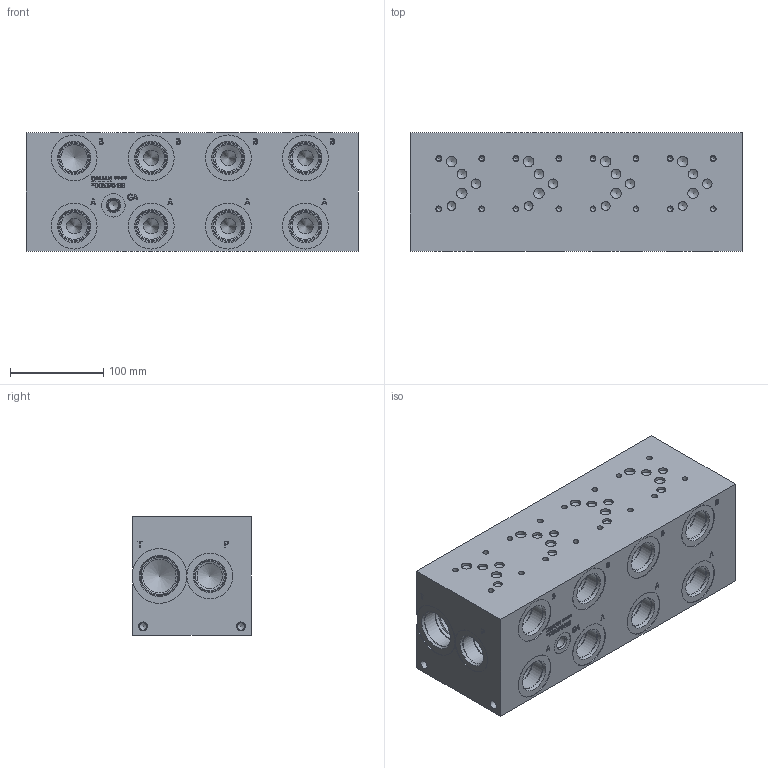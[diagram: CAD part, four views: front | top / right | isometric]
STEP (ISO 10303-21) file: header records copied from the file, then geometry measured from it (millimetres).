
FILE_DESCRIPTION(/* description */ (''),/* implementation_level */ '2;1');
FILE_NAME(/* name */ '_D05JP043S.stp',/* time_stamp */ '2022-10-20T15:44:02-04:00',/* author */ ('mikeh'),/* organization */ (''),/* preprocessor_version */ 'ST-DEVELOPER v18',/* originating_system */ 'Autodesk Inventor 2020',/* authorisation */ '');
FILE_SCHEMA (('AUTOMOTIVE_DESIGN { 1 0 10303 214 3 1 1 }'));
Length unit declared in the file: millimetre
Products named in the file (1): Part_AD05JP043S_3D
Bounding box: 355.6 x 127 x 127 mm (x, y, z)
Volume: 5305263.4 mm3; surface area: 273171.6 mm2
Topology: 1 solids, 1 shells, 865 faces, 2339 edges, 1576 vertices
Faces by surface type: plane 437, bspline 187, cylinder 133, cone 108
Full cylindrical faces by diameter (mm): 5.105 x16, 6.35 x16, 7.925 x4, 9.525 x8, 10.312 x8, 10.719 x1, 11.125 x8, 12.9 x1, 14.275 x1, 14.529 x1, 25.019 x1, 27 x2, 28.575 x8, 31.267 x10, 33.34 x2, 33.35 x8, 33.757 x10, 35.509 x8, 35.712 x2, 39.218 x2, 41.275 x1, 41.28 x1, 41.758 x1, 43.51 x1, 49.124 x10
Entity records: 28582 total; most frequent: CARTESIAN_POINT 7159, ORIENTED_EDGE 4572, DIRECTION 3749, EDGE_CURVE 2286, VERTEX_POINT 1576, LINE 1433, VECTOR 1433, AXIS2_PLACEMENT_3D 1158
